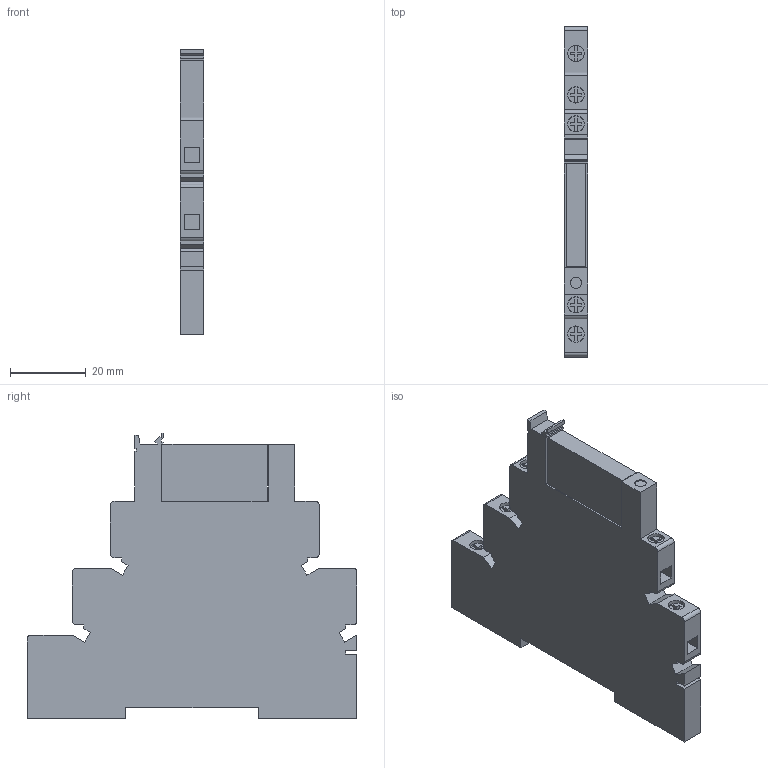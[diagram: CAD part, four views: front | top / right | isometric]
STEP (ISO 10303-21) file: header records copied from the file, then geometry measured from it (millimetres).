
FILE_DESCRIPTION (( 'STEP AP203' ), '1' );
FILE_NAME ('9.STEP', '2022-04-27T05:13:31', ( '' ), ( '' ), 'SwSTEP 2.0', 'SolidWorks 2017', '' );
FILE_SCHEMA (( 'CONFIG_CONTROL_DESIGN' ));
Length unit declared in the file: millimetre
Products named in the file (1): 9
Bounding box: 6.2 x 87.3 x 75.6 mm (x, y, z)
Volume: 28008.9 mm3; surface area: 13005.9 mm2
Topology: 1 solids, 1 shells, 214 faces, 570 edges, 370 vertices
Faces by surface type: plane 193, cylinder 21
Entity records: 6623 total; most frequent: CARTESIAN_POINT 1155, ORIENTED_EDGE 1140, DIRECTION 1072, EDGE_CURVE 570, LINE 498, VECTOR 498, VERTEX_POINT 370, AXIS2_PLACEMENT_3D 287
